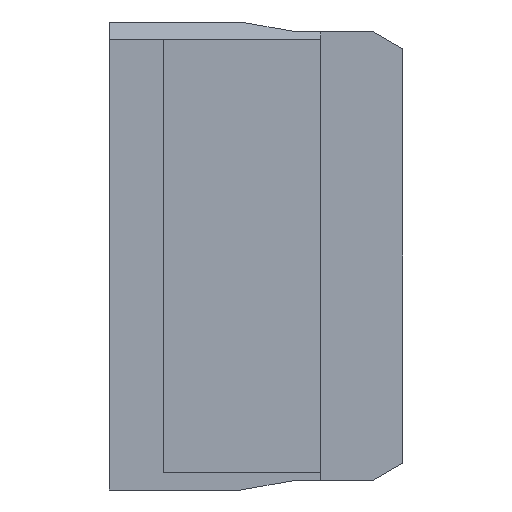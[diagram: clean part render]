
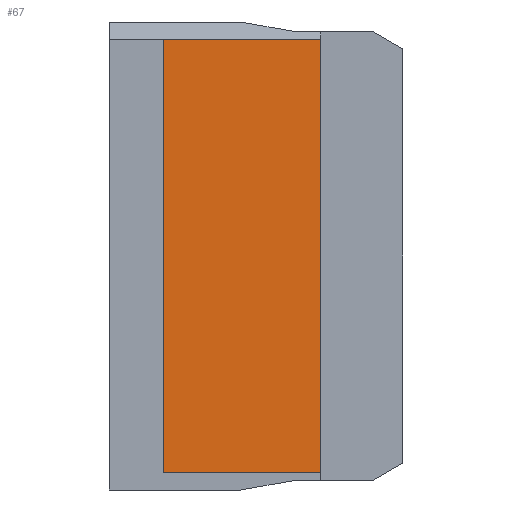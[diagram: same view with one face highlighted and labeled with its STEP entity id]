
A CAD part, left-side view. The second image highlights one B-rep face of the part: STEP entity #67.
In plain terms, the highlighted planar face has unit normal (-1, 0, 0).
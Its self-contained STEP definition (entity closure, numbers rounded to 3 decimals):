
#67=ADVANCED_FACE('',(#119),#93,.T.);
#93=PLANE('',#563);
#119=FACE_OUTER_BOUND('',#145,.T.);
#145=EDGE_LOOP('',(#257,#258,#259,#260));
#257=ORIENTED_EDGE('',*,*,#377,.F.);
#258=ORIENTED_EDGE('',*,*,#378,.F.);
#259=ORIENTED_EDGE('',*,*,#379,.F.);
#260=ORIENTED_EDGE('',*,*,#380,.T.);
#316=VERTEX_POINT('',#807);
#317=VERTEX_POINT('',#808);
#318=VERTEX_POINT('',#810);
#319=VERTEX_POINT('',#812);
#377=EDGE_CURVE('',#316,#317,#442,.T.);
#378=EDGE_CURVE('',#318,#316,#443,.T.);
#379=EDGE_CURVE('',#319,#318,#444,.T.);
#380=EDGE_CURVE('',#319,#317,#445,.T.);
#442=LINE('',#806,#507);
#443=LINE('',#809,#508);
#444=LINE('',#811,#509);
#445=LINE('',#813,#510);
#507=VECTOR('',#670,1.);
#508=VECTOR('',#671,1.);
#509=VECTOR('',#672,1.);
#510=VECTOR('',#673,1.);
#563=AXIS2_PLACEMENT_3D('',#814,#674,#675);
#670=DIRECTION('',(0.,1.,0.));
#671=DIRECTION('',(0.,0.,-1.));
#672=DIRECTION('',(0.,-1.,0.));
#673=DIRECTION('',(0.,0.,-1.));
#674=DIRECTION('',(-1.,0.,0.));
#675=DIRECTION('',(0.,0.,-1.));
#806=CARTESIAN_POINT('',(-31.8,-42.9,3.5));
#807=CARTESIAN_POINT('',(-31.8,-42.9,3.5));
#808=CARTESIAN_POINT('',(-31.8,-11.,3.5));
#809=CARTESIAN_POINT('',(-31.8,-42.9,95.));
#810=CARTESIAN_POINT('',(-31.8,-42.9,91.5));
#811=CARTESIAN_POINT('',(-31.8,-42.9,91.5));
#812=CARTESIAN_POINT('',(-31.8,-11.,91.5));
#813=CARTESIAN_POINT('',(-31.8,-11.,95.));
#814=CARTESIAN_POINT('',(-31.8,-42.9,95.));
